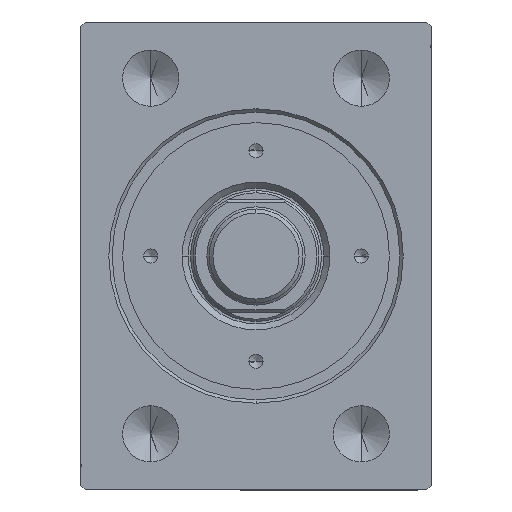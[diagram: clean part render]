
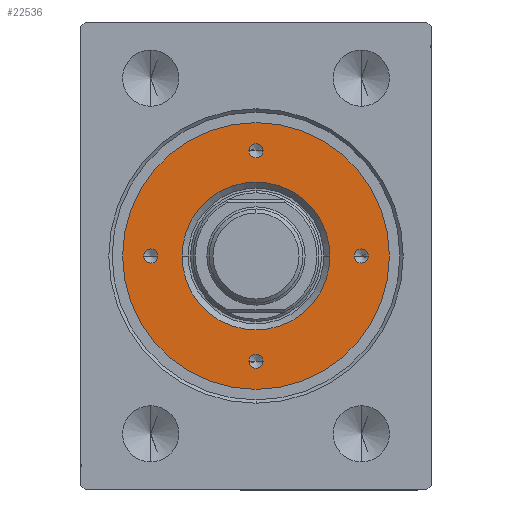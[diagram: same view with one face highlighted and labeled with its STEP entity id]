
A CAD part, left-side view. The second image highlights one B-rep face of the part: STEP entity #22536.
In plain terms, the highlighted face is planar.
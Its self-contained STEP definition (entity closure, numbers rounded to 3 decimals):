
#194 = AXIS2_PLACEMENT_3D ( 'NONE', #37951, #7352, #21086 ) ;
#250 = DIRECTION ( 'NONE',  ( 0., 0., 1. ) ) ;
#611 = CARTESIAN_POINT ( 'NONE',  ( 22.5, 0., 10. ) ) ;
#700 = DIRECTION ( 'NONE',  ( 1., 0., 0. ) ) ;
#1268 = EDGE_CURVE ( 'NONE', #1834, #32108, #22874, .T. ) ;
#1483 = DIRECTION ( 'NONE',  ( 0., 0., 1. ) ) ;
#1803 = VERTEX_POINT ( 'NONE', #41102 ) ;
#1834 = VERTEX_POINT ( 'NONE', #42650 ) ;
#1848 = CARTESIAN_POINT ( 'NONE',  ( 0., 0., 10. ) ) ;
#2589 = CARTESIAN_POINT ( 'NONE',  ( -22.5, 0., 10. ) ) ;
#2668 = DIRECTION ( 'NONE',  ( 0., 0., -1. ) ) ;
#3117 = VERTEX_POINT ( 'NONE', #26153 ) ;
#4077 = EDGE_CURVE ( 'NONE', #15211, #1803, #4190, .T. ) ;
#4190 = CIRCLE ( 'NONE', #12114, 1.5 ) ;
#5536 = CARTESIAN_POINT ( 'NONE',  ( 0., 22.5, 10. ) ) ;
#5775 = VERTEX_POINT ( 'NONE', #37583 ) ;
#6538 = AXIS2_PLACEMENT_3D ( 'NONE', #38022, #40788, #700 ) ;
#6881 = AXIS2_PLACEMENT_3D ( 'NONE', #43296, #1483, #25978 ) ;
#7257 = EDGE_LOOP ( 'NONE', ( #29907, #25093 ) ) ;
#7352 = DIRECTION ( 'NONE',  ( 0., 0., 1. ) ) ;
#7645 = CIRCLE ( 'NONE', #30630, 28.5 ) ;
#7952 = CIRCLE ( 'NONE', #16592, 1.5 ) ;
#8202 = VERTEX_POINT ( 'NONE', #32810 ) ;
#8823 = DIRECTION ( 'NONE',  ( 1., 0., 0. ) ) ;
#9238 = PLANE ( 'NONE',  #27334 ) ;
#9439 = AXIS2_PLACEMENT_3D ( 'NONE', #21137, #250, #13952 ) ;
#9440 = DIRECTION ( 'NONE',  ( 1., 0., 0. ) ) ;
#9569 = EDGE_LOOP ( 'NONE', ( #17333, #13897 ) ) ;
#9675 = DIRECTION ( 'NONE',  ( 1., 0., 0. ) ) ;
#9765 = DIRECTION ( 'NONE',  ( 1., 0., 0. ) ) ;
#11013 = ORIENTED_EDGE ( 'NONE', *, *, #25280, .F. ) ;
#11142 = CARTESIAN_POINT ( 'NONE',  ( -15.8, 0., 10. ) ) ;
#12114 = AXIS2_PLACEMENT_3D ( 'NONE', #611, #27599, #41529 ) ;
#12296 = DIRECTION ( 'NONE',  ( 1., 0., 0. ) ) ;
#12413 = DIRECTION ( 'NONE',  ( 0., 0., 1. ) ) ;
#12494 = DIRECTION ( 'NONE',  ( 0., 0., 1. ) ) ;
#12786 = EDGE_LOOP ( 'NONE', ( #17993, #20246 ) ) ;
#13047 = AXIS2_PLACEMENT_3D ( 'NONE', #15798, #39862, #8823 ) ;
#13897 = ORIENTED_EDGE ( 'NONE', *, *, #30744, .F. ) ;
#13898 = EDGE_CURVE ( 'NONE', #30212, #18744, #39636, .T. ) ;
#13952 = DIRECTION ( 'NONE',  ( 1., 0., 0. ) ) ;
#14093 = CIRCLE ( 'NONE', #6881, 28.5 ) ;
#14794 = ORIENTED_EDGE ( 'NONE', *, *, #19741, .F. ) ;
#14970 = AXIS2_PLACEMENT_3D ( 'NONE', #23614, #36894, #9440 ) ;
#15211 = VERTEX_POINT ( 'NONE', #17312 ) ;
#15336 = FACE_BOUND ( 'NONE', #42931, .T. ) ;
#15798 = CARTESIAN_POINT ( 'NONE',  ( -22.5, 0., 10. ) ) ;
#16592 = AXIS2_PLACEMENT_3D ( 'NONE', #19595, #39835, #9675 ) ;
#17312 = CARTESIAN_POINT ( 'NONE',  ( 21., 0., 10. ) ) ;
#17333 = ORIENTED_EDGE ( 'NONE', *, *, #17511, .F. ) ;
#17511 = EDGE_CURVE ( 'NONE', #31234, #5775, #30299, .T. ) ;
#17972 = CARTESIAN_POINT ( 'NONE',  ( 28.5, 0., 10. ) ) ;
#17993 = ORIENTED_EDGE ( 'NONE', *, *, #33485, .T. ) ;
#18744 = VERTEX_POINT ( 'NONE', #29596 ) ;
#19595 = CARTESIAN_POINT ( 'NONE',  ( 22.5, 0., 10. ) ) ;
#19741 = EDGE_CURVE ( 'NONE', #24260, #3117, #23161, .T. ) ;
#20106 = ORIENTED_EDGE ( 'NONE', *, *, #35761, .F. ) ;
#20246 = ORIENTED_EDGE ( 'NONE', *, *, #32223, .T. ) ;
#20931 = CIRCLE ( 'NONE', #6538, 1.5 ) ;
#21086 = DIRECTION ( 'NONE',  ( 1., 0., 0. ) ) ;
#21137 = CARTESIAN_POINT ( 'NONE',  ( 0., 22.5, 10. ) ) ;
#21675 = CIRCLE ( 'NONE', #28832, 15.8 ) ;
#22532 = FACE_OUTER_BOUND ( 'NONE', #12786, .T. ) ;
#22536 = ADVANCED_FACE ( 'NONE', ( #29723, #26352, #29501, #15336, #40064, #22532 ), #9238, .T. ) ;
#22745 = AXIS2_PLACEMENT_3D ( 'NONE', #2589, #12494, #9765 ) ;
#22874 = CIRCLE ( 'NONE', #14970, 15.8 ) ;
#22912 = DIRECTION ( 'NONE',  ( 1., 0., 0. ) ) ;
#23161 = CIRCLE ( 'NONE', #194, 1.5 ) ;
#23614 = CARTESIAN_POINT ( 'NONE',  ( 0., 0., 10. ) ) ;
#23683 = EDGE_CURVE ( 'NONE', #1803, #15211, #7952, .T. ) ;
#24260 = VERTEX_POINT ( 'NONE', #26853 ) ;
#25093 = ORIENTED_EDGE ( 'NONE', *, *, #44049, .T. ) ;
#25280 = EDGE_CURVE ( 'NONE', #3117, #24260, #20931, .T. ) ;
#25978 = DIRECTION ( 'NONE',  ( 1., 0., 0. ) ) ;
#26153 = CARTESIAN_POINT ( 'NONE',  ( -1.5, -22.5, 10. ) ) ;
#26160 = DIRECTION ( 'NONE',  ( 1., 0., 0. ) ) ;
#26352 = FACE_BOUND ( 'NONE', #9569, .T. ) ;
#26853 = CARTESIAN_POINT ( 'NONE',  ( 1.5, -22.5, 10. ) ) ;
#27334 = AXIS2_PLACEMENT_3D ( 'NONE', #1848, #12413, #36469 ) ;
#27599 = DIRECTION ( 'NONE',  ( 0., 0., 1. ) ) ;
#28832 = AXIS2_PLACEMENT_3D ( 'NONE', #37299, #2668, #22912 ) ;
#29501 = FACE_BOUND ( 'NONE', #39640, .T. ) ;
#29596 = CARTESIAN_POINT ( 'NONE',  ( -21., 0., 10. ) ) ;
#29723 = FACE_BOUND ( 'NONE', #39045, .T. ) ;
#29895 = CARTESIAN_POINT ( 'NONE',  ( 1.5, 22.5, 10. ) ) ;
#29907 = ORIENTED_EDGE ( 'NONE', *, *, #1268, .T. ) ;
#30212 = VERTEX_POINT ( 'NONE', #40955 ) ;
#30299 = CIRCLE ( 'NONE', #9439, 1.5 ) ;
#30630 = AXIS2_PLACEMENT_3D ( 'NONE', #39652, #33133, #26160 ) ;
#30744 = EDGE_CURVE ( 'NONE', #5775, #31234, #40188, .T. ) ;
#31234 = VERTEX_POINT ( 'NONE', #29895 ) ;
#32108 = VERTEX_POINT ( 'NONE', #11142 ) ;
#32223 = EDGE_CURVE ( 'NONE', #33945, #8202, #14093, .T. ) ;
#32785 = ORIENTED_EDGE ( 'NONE', *, *, #13898, .F. ) ;
#32810 = CARTESIAN_POINT ( 'NONE',  ( -28.5, 0., 10. ) ) ;
#33133 = DIRECTION ( 'NONE',  ( 0., 0., 1. ) ) ;
#33226 = DIRECTION ( 'NONE',  ( 0., 0., 1. ) ) ;
#33485 = EDGE_CURVE ( 'NONE', #8202, #33945, #7645, .T. ) ;
#33945 = VERTEX_POINT ( 'NONE', #17972 ) ;
#35761 = EDGE_CURVE ( 'NONE', #18744, #30212, #42144, .T. ) ;
#36469 = DIRECTION ( 'NONE',  ( 1., 0., 0. ) ) ;
#36598 = AXIS2_PLACEMENT_3D ( 'NONE', #5536, #33226, #12296 ) ;
#36894 = DIRECTION ( 'NONE',  ( 0., 0., -1. ) ) ;
#37299 = CARTESIAN_POINT ( 'NONE',  ( 0., 0., 10. ) ) ;
#37583 = CARTESIAN_POINT ( 'NONE',  ( -1.5, 22.5, 10. ) ) ;
#37951 = CARTESIAN_POINT ( 'NONE',  ( 0., -22.5, 10. ) ) ;
#37972 = ORIENTED_EDGE ( 'NONE', *, *, #4077, .F. ) ;
#38022 = CARTESIAN_POINT ( 'NONE',  ( 0., -22.5, 10. ) ) ;
#39045 = EDGE_LOOP ( 'NONE', ( #20106, #32785 ) ) ;
#39636 = CIRCLE ( 'NONE', #13047, 1.5 ) ;
#39640 = EDGE_LOOP ( 'NONE', ( #43560, #37972 ) ) ;
#39652 = CARTESIAN_POINT ( 'NONE',  ( 0., 0., 10. ) ) ;
#39835 = DIRECTION ( 'NONE',  ( 0., 0., 1. ) ) ;
#39862 = DIRECTION ( 'NONE',  ( 0., 0., 1. ) ) ;
#40064 = FACE_BOUND ( 'NONE', #7257, .T. ) ;
#40188 = CIRCLE ( 'NONE', #36598, 1.5 ) ;
#40788 = DIRECTION ( 'NONE',  ( 0., 0., 1. ) ) ;
#40955 = CARTESIAN_POINT ( 'NONE',  ( -24., 0., 10. ) ) ;
#41102 = CARTESIAN_POINT ( 'NONE',  ( 24., 0., 10. ) ) ;
#41529 = DIRECTION ( 'NONE',  ( 1., 0., 0. ) ) ;
#42144 = CIRCLE ( 'NONE', #22745, 1.5 ) ;
#42650 = CARTESIAN_POINT ( 'NONE',  ( 15.8, 0., 10. ) ) ;
#42931 = EDGE_LOOP ( 'NONE', ( #14794, #11013 ) ) ;
#43296 = CARTESIAN_POINT ( 'NONE',  ( 0., 0., 10. ) ) ;
#43560 = ORIENTED_EDGE ( 'NONE', *, *, #23683, .F. ) ;
#44049 = EDGE_CURVE ( 'NONE', #32108, #1834, #21675, .T. ) ;
